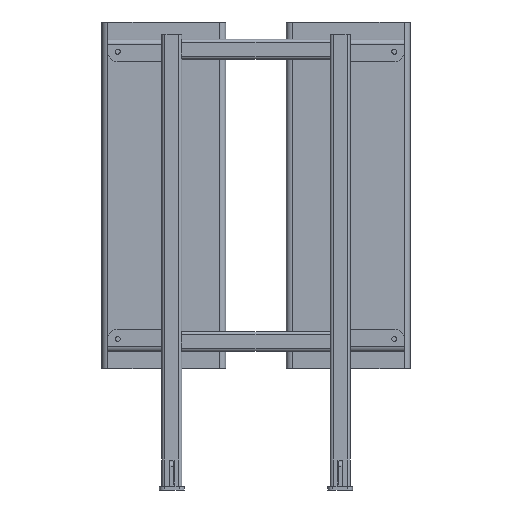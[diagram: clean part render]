
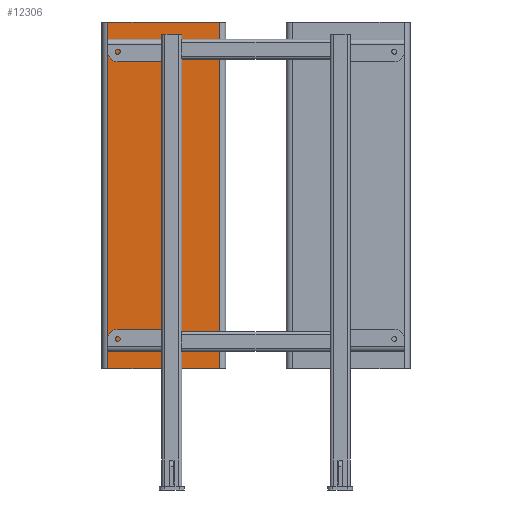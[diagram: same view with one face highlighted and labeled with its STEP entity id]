
A CAD part, front view. The second image highlights one B-rep face of the part: STEP entity #12306.
In plain terms, the highlighted planar face has unit normal (0, -1, 0).
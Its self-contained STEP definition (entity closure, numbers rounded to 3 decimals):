
#558 = LINE ( 'NONE', #6837, #15422 ) ;
#697 = LINE ( 'NONE', #12911, #10491 ) ;
#956 = LINE ( 'NONE', #2600, #6114 ) ;
#1037 = DIRECTION ( 'NONE',  ( 0., 0., -1. ) ) ;
#1129 = AXIS2_PLACEMENT_3D ( 'NONE', #8371, #13466, #7149 ) ;
#1865 = DIRECTION ( 'NONE',  ( 1., 0., 0. ) ) ;
#2600 = CARTESIAN_POINT ( 'NONE',  ( -299.25, 35., 937. ) ) ;
#2787 = EDGE_CURVE ( 'NONE', #4907, #10693, #15946, .T. ) ;
#3192 = ORIENTED_EDGE ( 'NONE', *, *, #12205, .F. ) ;
#3277 = DIRECTION ( 'NONE',  ( 1., 0., 0. ) ) ;
#3352 = ORIENTED_EDGE ( 'NONE', *, *, #11845, .F. ) ;
#4301 = CARTESIAN_POINT ( 'NONE',  ( -299.25, 35., 237. ) ) ;
#4579 = CARTESIAN_POINT ( 'NONE',  ( -299.25, 35., 237. ) ) ;
#4907 = VERTEX_POINT ( 'NONE', #4301 ) ;
#4959 = CARTESIAN_POINT ( 'NONE',  ( -299.25, 35., 937. ) ) ;
#6114 = VECTOR ( 'NONE', #1037, 1000. ) ;
#6527 = ORIENTED_EDGE ( 'NONE', *, *, #13251, .T. ) ;
#6837 = CARTESIAN_POINT ( 'NONE',  ( -299.25, 35., 937. ) ) ;
#7149 = DIRECTION ( 'NONE',  ( 0., 0., 1. ) ) ;
#7525 = VERTEX_POINT ( 'NONE', #4959 ) ;
#8371 = CARTESIAN_POINT ( 'NONE',  ( -299.25, 35., 937. ) ) ;
#9790 = ORIENTED_EDGE ( 'NONE', *, *, #2787, .T. ) ;
#10491 = VECTOR ( 'NONE', #10625, 1000. ) ;
#10625 = DIRECTION ( 'NONE',  ( 0., 0., -1. ) ) ;
#10693 = VERTEX_POINT ( 'NONE', #11706 ) ;
#11190 = FACE_OUTER_BOUND ( 'NONE', #16004, .T. ) ;
#11706 = CARTESIAN_POINT ( 'NONE',  ( -73.25, 35., 237. ) ) ;
#11845 = EDGE_CURVE ( 'NONE', #7525, #12490, #558, .T. ) ;
#12205 = EDGE_CURVE ( 'NONE', #12490, #10693, #697, .T. ) ;
#12306 = ADVANCED_FACE ( 'NONE', ( #11190 ), #16049, .F. ) ;
#12490 = VERTEX_POINT ( 'NONE', #14594 ) ;
#12911 = CARTESIAN_POINT ( 'NONE',  ( -73.25, 35., 937. ) ) ;
#13251 = EDGE_CURVE ( 'NONE', #7525, #4907, #956, .T. ) ;
#13466 = DIRECTION ( 'NONE',  ( 0., 1., 0. ) ) ;
#14594 = CARTESIAN_POINT ( 'NONE',  ( -73.25, 35., 937. ) ) ;
#15422 = VECTOR ( 'NONE', #1865, 1000. ) ;
#15758 = VECTOR ( 'NONE', #3277, 1000. ) ;
#15946 = LINE ( 'NONE', #4579, #15758 ) ;
#16004 = EDGE_LOOP ( 'NONE', ( #9790, #3192, #3352, #6527 ) ) ;
#16049 = PLANE ( 'NONE',  #1129 ) ;
